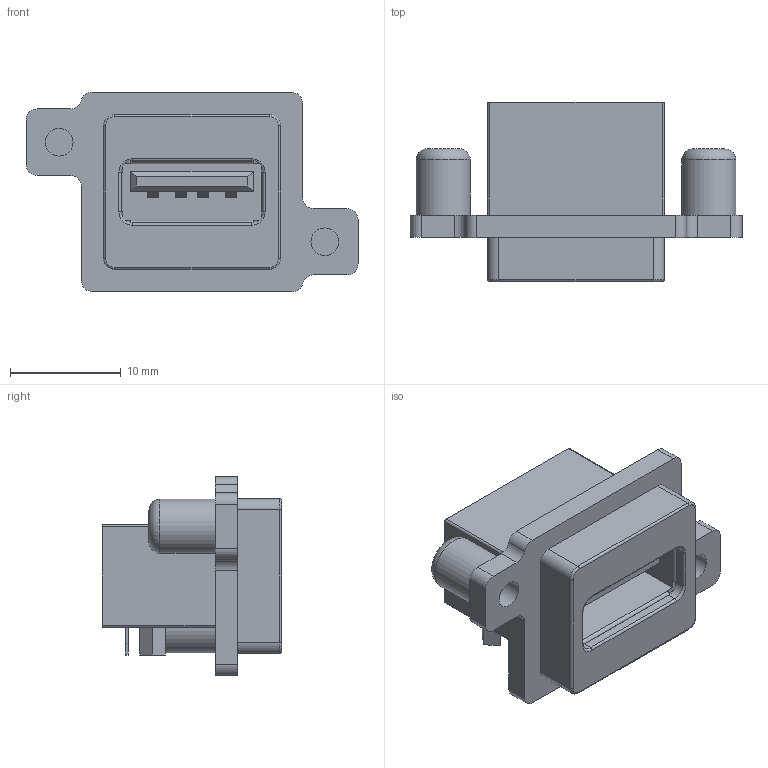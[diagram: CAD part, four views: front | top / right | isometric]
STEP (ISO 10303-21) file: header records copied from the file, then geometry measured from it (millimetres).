
FILE_DESCRIPTION(('FreeCAD Model'),'2;1');
FILE_NAME( 'musba111m1.step', '2018-05-08T17:53:56',('kicad StepUp'),('ksu MCAD'), 'Open CASCADE STEP processor 6.5','FreeCAD','Unknown');
FILE_SCHEMA(('AUTOMOTIVE_DESIGN_CC2 { 1 2 10303 214 -1 1 5 4 }'));
Length unit declared in the file: millimetre
Products named in the file (5): ASSEMBLY; Fillet003; Fillet004; Fusion; Chamfer
Assembly tree (4 placements, depth 2):
  ASSEMBLY
    Fillet003
    Fillet004
    Fusion
    Chamfer
Bounding box: 30 x 16.2 x 18 mm (x, y, z)
Volume: 1957 mm3; surface area: 4398.3 mm2
Topology: 7 solids, 7 shells, 252 faces, 672 edges, 438 vertices
Faces by surface type: plane 200, cylinder 42, torus 10
Full cylindrical faces by diameter (mm): 2.5 x2, 4.9 x2
Entity records: 7896 total; most frequent: CARTESIAN_POINT 1367, ORIENTED_EDGE 1344, DIRECTION 1282, EDGE_CURVE 672, LINE 576, VECTOR 576, VERTEX_POINT 438, AXIS2_PLACEMENT_3D 353
